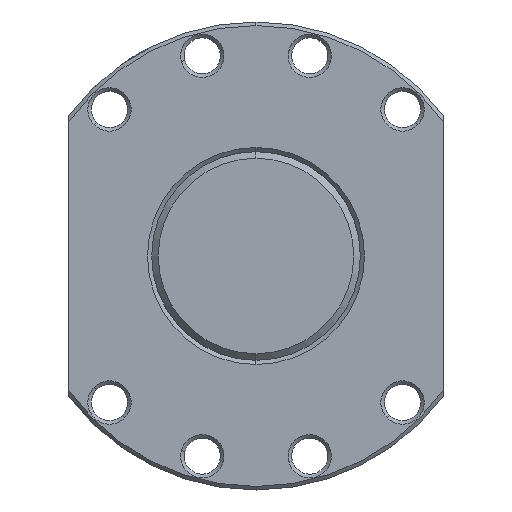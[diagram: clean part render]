
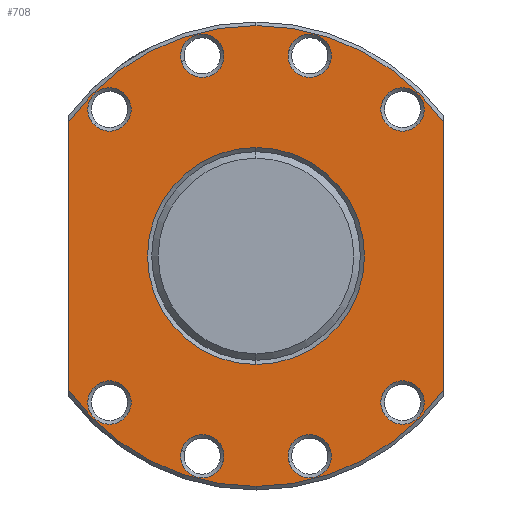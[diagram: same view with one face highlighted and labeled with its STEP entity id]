
A CAD part, left-side view. The second image highlights one B-rep face of the part: STEP entity #708.
In plain terms, the highlighted planar face has unit normal (-1, 0, 0).
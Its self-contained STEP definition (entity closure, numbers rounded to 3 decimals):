
#464=VERTEX_POINT('',#1309);
#488=VERTEX_POINT('',#1334);
#510=EDGE_CURVE('',#896,#530,#1359,.T.);
#514=EDGE_CURVE('',#632,#702,#1363,.T.);
#528=EDGE_CURVE('',#932,#488,#1379,.T.);
#530=VERTEX_POINT('',#1381);
#540=EDGE_CURVE('',#1184,#796,#1393,.T.);
#552=VERTEX_POINT('',#1407);
#622=EDGE_CURVE('',#996,#856,#1489,.T.);
#632=VERTEX_POINT('',#1499);
#636=EDGE_CURVE('',#1260,#1256,#1503,.T.);
#686=EDGE_CURVE('',#996,#530,#1566,.T.);
#702=VERTEX_POINT('',#1584);
#708=ADVANCED_FACE('',(#1591,#1592,#1593,#1594,#1595,#1596,#1597,#1598,#1599,#1600),#1601,.T.);
#718=VERTEX_POINT('',#1611);
#726=EDGE_CURVE('',#1142,#896,#1619,.T.);
#740=VERTEX_POINT('',#1635);
#746=VERTEX_POINT('',#1641);
#796=VERTEX_POINT('',#1695);
#810=EDGE_CURVE('',#488,#932,#1710,.T.);
#852=EDGE_CURVE('',#1182,#1228,#1759,.T.);
#856=VERTEX_POINT('',#1763);
#890=EDGE_CURVE('',#908,#918,#1801,.T.);
#896=VERTEX_POINT('',#1807);
#906=EDGE_CURVE('',#740,#1042,#1817,.T.);
#908=VERTEX_POINT('',#1819);
#918=VERTEX_POINT('',#1830);
#932=VERTEX_POINT('',#1845);
#966=EDGE_CURVE('',#1262,#552,#1884,.T.);
#976=EDGE_CURVE('',#1256,#1260,#1895,.T.);
#996=VERTEX_POINT('',#1918);
#1042=VERTEX_POINT('',#1971);
#1046=EDGE_CURVE('',#918,#908,#1975,.T.);
#1126=EDGE_CURVE('',#1042,#740,#2066,.T.);
#1130=EDGE_CURVE('',#1142,#746,#2070,.T.);
#1142=VERTEX_POINT('',#2083);
#1148=EDGE_CURVE('',#1228,#1182,#2089,.T.);
#1154=EDGE_CURVE('',#702,#632,#2095,.T.);
#1168=EDGE_CURVE('',#464,#718,#2111,.T.);
#1182=VERTEX_POINT('',#2128);
#1184=VERTEX_POINT('',#2130);
#1214=EDGE_CURVE('',#856,#746,#2162,.T.);
#1218=EDGE_CURVE('',#796,#1184,#2166,.T.);
#1228=VERTEX_POINT('',#2178);
#1234=EDGE_CURVE('',#718,#464,#2184,.T.);
#1238=EDGE_CURVE('',#552,#1262,#2188,.T.);
#1256=VERTEX_POINT('',#2210);
#1260=VERTEX_POINT('',#2214);
#1262=VERTEX_POINT('',#2216);
#1309=CARTESIAN_POINT('',(25.0,60.528,49.073));
#1334=CARTESIAN_POINT('',(25.0,0.0,40.56));
#1359=CIRCLE('',#2345,86.16);
#1363=CIRCLE('',#2350,8.1);
#1379=CIRCLE('',#2370,40.56);
#1381=CARTESIAN_POINT('',(25.0,-70.0,50.235));
#1393=CIRCLE('',#2387,8.1);
#1407=CARTESIAN_POINT('',(25.0,60.528,-49.073));
#1489=CIRCLE('',#2539,86.16);
#1499=CARTESIAN_POINT('',(25.0,-60.528,-49.073));
#1503=CIRCLE('',#2556,8.1);
#1566=LINE('',#2674,#2675);
#1584=CARTESIAN_POINT('',(25.0,-49.073,-60.528));
#1591=FACE_BOUND('',#2704,.T.);
#1592=FACE_OUTER_BOUND('',#2705,.T.);
#1593=FACE_BOUND('',#2706,.T.);
#1594=FACE_BOUND('',#2707,.T.);
#1595=FACE_BOUND('',#2708,.T.);
#1596=FACE_BOUND('',#2709,.T.);
#1597=FACE_BOUND('',#2710,.T.);
#1598=FACE_BOUND('',#2711,.T.);
#1599=FACE_BOUND('',#2712,.T.);
#1600=FACE_BOUND('',#2713,.T.);
#1601=PLANE('',#2714);
#1611=CARTESIAN_POINT('',(25.0,49.073,60.528));
#1619=CIRCLE('',#2739,86.16);
#1635=CARTESIAN_POINT('',(25.0,-12.234,76.956));
#1641=CARTESIAN_POINT('',(25.0,70.0,-50.235));
#1695=CARTESIAN_POINT('',(25.0,-27.882,-72.763));
#1710=CIRCLE('',#2889,40.56);
#1759=CIRCLE('',#2964,8.1);
#1763=CARTESIAN_POINT('',(25.0,0.,-86.16));
#1801=CIRCLE('',#3018,8.1);
#1807=CARTESIAN_POINT('',(25.0,0.,86.16));
#1817=CIRCLE('',#3039,8.1);
#1819=CARTESIAN_POINT('',(25.0,27.882,-72.763));
#1830=CARTESIAN_POINT('',(25.0,12.234,-76.956));
#1845=CARTESIAN_POINT('',(25.0,0.,-40.56));
#1884=CIRCLE('',#3145,8.1);
#1895=CIRCLE('',#3160,8.1);
#1918=CARTESIAN_POINT('',(25.0,-70.0,-50.235));
#1971=CARTESIAN_POINT('',(25.0,-27.882,72.763));
#1975=CIRCLE('',#3258,8.1);
#2066=CIRCLE('',#3381,8.1);
#2070=LINE('',#3388,#3389);
#2083=CARTESIAN_POINT('',(25.0,70.0,50.235));
#2089=CIRCLE('',#3415,8.1);
#2095=CIRCLE('',#3426,8.1);
#2111=CIRCLE('',#3446,8.1);
#2128=CARTESIAN_POINT('',(25.0,-49.073,60.528));
#2130=CARTESIAN_POINT('',(25.0,-12.234,-76.956));
#2162=CIRCLE('',#3513,86.16);
#2166=CIRCLE('',#3519,8.1);
#2178=CARTESIAN_POINT('',(25.0,-60.528,49.073));
#2184=CIRCLE('',#3541,8.1);
#2188=CIRCLE('',#3547,8.1);
#2210=CARTESIAN_POINT('',(25.0,27.882,72.763));
#2214=CARTESIAN_POINT('',(25.0,12.234,76.956));
#2216=CARTESIAN_POINT('',(25.0,49.073,-60.528));
#2345=AXIS2_PLACEMENT_3D('',#3661,#3662,#3663);
#2350=AXIS2_PLACEMENT_3D('',#3664,#3665,#3666);
#2370=AXIS2_PLACEMENT_3D('',#3687,#3688,#3689);
#2387=AXIS2_PLACEMENT_3D('',#3706,#3707,#3708);
#2539=AXIS2_PLACEMENT_3D('',#3860,#3861,#3862);
#2556=AXIS2_PLACEMENT_3D('',#3869,#3870,#3871);
#2674=CARTESIAN_POINT('',(25.0,-70.0,21.54));
#2675=VECTOR('',#3947,1.0);
#2704=EDGE_LOOP('',(#3975,#3976));
#2705=EDGE_LOOP('',(#3977,#3978,#3979,#3980,#3981,#3982));
#2706=EDGE_LOOP('',(#3983,#3984));
#2707=EDGE_LOOP('',(#3985,#3986));
#2708=EDGE_LOOP('',(#3987,#3988));
#2709=EDGE_LOOP('',(#3989,#3990));
#2710=EDGE_LOOP('',(#3991,#3992));
#2711=EDGE_LOOP('',(#3993,#3994));
#2712=EDGE_LOOP('',(#3995,#3996));
#2713=EDGE_LOOP('',(#3997,#3998));
#2714=AXIS2_PLACEMENT_3D('',#3999,#4000,#4001);
#2739=AXIS2_PLACEMENT_3D('',#4010,#4011,#4012);
#2889=AXIS2_PLACEMENT_3D('',#4110,#4111,#4112);
#2964=AXIS2_PLACEMENT_3D('',#4177,#4178,#4179);
#3018=AXIS2_PLACEMENT_3D('',#4225,#4226,#4227);
#3039=AXIS2_PLACEMENT_3D('',#4230,#4231,#4232);
#3145=AXIS2_PLACEMENT_3D('',#4318,#4319,#4320);
#3160=AXIS2_PLACEMENT_3D('',#4333,#4334,#4335);
#3258=AXIS2_PLACEMENT_3D('',#4447,#4448,#4449);
#3381=AXIS2_PLACEMENT_3D('',#4578,#4579,#4580);
#3388=CARTESIAN_POINT('',(25.0,70.0,21.54));
#3389=VECTOR('',#4582,1.0);
#3415=AXIS2_PLACEMENT_3D('',#4599,#4600,#4601);
#3426=AXIS2_PLACEMENT_3D('',#4604,#4605,#4606);
#3446=AXIS2_PLACEMENT_3D('',#4627,#4628,#4629);
#3513=AXIS2_PLACEMENT_3D('',#4682,#4683,#4684);
#3519=AXIS2_PLACEMENT_3D('',#4688,#4689,#4690);
#3541=AXIS2_PLACEMENT_3D('',#4711,#4712,#4713);
#3547=AXIS2_PLACEMENT_3D('',#4717,#4718,#4719);
#3661=CARTESIAN_POINT('',(25.0,0.0,0.0));
#3662=DIRECTION('',(1.0,0.0,-0.0));
#3663=DIRECTION('',(0.0,0.0,1.0));
#3664=CARTESIAN_POINT('',(25.0,-54.801,-54.801));
#3665=DIRECTION('',(1.0,0.0,0.));
#3666=DIRECTION('',(0.,-0.707,0.707));
#3687=CARTESIAN_POINT('',(25.0,0.0,0.0));
#3688=DIRECTION('',(1.0,0.0,0.));
#3689=DIRECTION('',(0.,0.0,1.0));
#3706=CARTESIAN_POINT('',(25.0,-20.058,-74.859));
#3707=DIRECTION('',(1.0,0.,0.));
#3708=DIRECTION('',(0.,-0.966,0.259));
#3860=CARTESIAN_POINT('',(25.0,0.0,0.0));
#3861=DIRECTION('',(1.0,0.0,-0.0));
#3862=DIRECTION('',(0.0,0.0,1.0));
#3869=CARTESIAN_POINT('',(25.0,20.058,74.859));
#3870=DIRECTION('',(1.0,0.,0.));
#3871=DIRECTION('',(0.,0.966,-0.259));
#3947=DIRECTION('',(0.,0.0,1.0));
#3975=ORIENTED_EDGE('',*,*,#810,.T.);
#3976=ORIENTED_EDGE('',*,*,#528,.T.);
#3977=ORIENTED_EDGE('',*,*,#1130,.T.);
#3978=ORIENTED_EDGE('',*,*,#1214,.F.);
#3979=ORIENTED_EDGE('',*,*,#622,.F.);
#3980=ORIENTED_EDGE('',*,*,#686,.T.);
#3981=ORIENTED_EDGE('',*,*,#510,.F.);
#3982=ORIENTED_EDGE('',*,*,#726,.F.);
#3983=ORIENTED_EDGE('',*,*,#514,.T.);
#3984=ORIENTED_EDGE('',*,*,#1154,.T.);
#3985=ORIENTED_EDGE('',*,*,#1218,.T.);
#3986=ORIENTED_EDGE('',*,*,#540,.T.);
#3987=ORIENTED_EDGE('',*,*,#1046,.T.);
#3988=ORIENTED_EDGE('',*,*,#890,.T.);
#3989=ORIENTED_EDGE('',*,*,#966,.T.);
#3990=ORIENTED_EDGE('',*,*,#1238,.T.);
#3991=ORIENTED_EDGE('',*,*,#1168,.T.);
#3992=ORIENTED_EDGE('',*,*,#1234,.T.);
#3993=ORIENTED_EDGE('',*,*,#976,.T.);
#3994=ORIENTED_EDGE('',*,*,#636,.T.);
#3995=ORIENTED_EDGE('',*,*,#906,.T.);
#3996=ORIENTED_EDGE('',*,*,#1126,.T.);
#3997=ORIENTED_EDGE('',*,*,#852,.T.);
#3998=ORIENTED_EDGE('',*,*,#1148,.T.);
#3999=CARTESIAN_POINT('',(25.0,0.0,43.08));
#4000=DIRECTION('',(-1.0,-0.0,0.));
#4001=DIRECTION('',(0.,0.0,-1.0));
#4010=CARTESIAN_POINT('',(25.0,0.0,0.0));
#4011=DIRECTION('',(1.0,0.0,-0.0));
#4012=DIRECTION('',(0.0,0.0,1.0));
#4110=CARTESIAN_POINT('',(25.0,0.0,0.0));
#4111=DIRECTION('',(1.0,0.0,0.));
#4112=DIRECTION('',(0.,0.0,1.0));
#4177=CARTESIAN_POINT('',(25.0,-54.801,54.801));
#4178=DIRECTION('',(1.0,0.0,0.));
#4179=DIRECTION('',(0.,0.707,0.707));
#4225=CARTESIAN_POINT('',(25.0,20.058,-74.859));
#4226=DIRECTION('',(1.0,0.,0.));
#4227=DIRECTION('',(0.,-0.966,-0.259));
#4230=CARTESIAN_POINT('',(25.0,-20.058,74.859));
#4231=DIRECTION('',(1.0,0.,0.));
#4232=DIRECTION('',(0.,0.966,0.259));
#4318=CARTESIAN_POINT('',(25.0,54.801,-54.801));
#4319=DIRECTION('',(1.0,0.0,0.));
#4320=DIRECTION('',(0.,-0.707,-0.707));
#4333=CARTESIAN_POINT('',(25.0,20.058,74.859));
#4334=DIRECTION('',(1.0,0.,0.));
#4335=DIRECTION('',(0.,0.966,-0.259));
#4447=CARTESIAN_POINT('',(25.0,20.058,-74.859));
#4448=DIRECTION('',(1.0,0.,0.));
#4449=DIRECTION('',(0.,-0.966,-0.259));
#4578=CARTESIAN_POINT('',(25.0,-20.058,74.859));
#4579=DIRECTION('',(1.0,0.,0.));
#4580=DIRECTION('',(0.,0.966,0.259));
#4582=DIRECTION('',(0.,0.0,-1.0));
#4599=CARTESIAN_POINT('',(25.0,-54.801,54.801));
#4600=DIRECTION('',(1.0,0.0,0.));
#4601=DIRECTION('',(0.,0.707,0.707));
#4604=CARTESIAN_POINT('',(25.0,-54.801,-54.801));
#4605=DIRECTION('',(1.0,0.0,0.));
#4606=DIRECTION('',(0.,-0.707,0.707));
#4627=CARTESIAN_POINT('',(25.0,54.801,54.801));
#4628=DIRECTION('',(1.0,0.0,0.));
#4629=DIRECTION('',(0.,0.707,-0.707));
#4682=CARTESIAN_POINT('',(25.0,0.0,0.0));
#4683=DIRECTION('',(1.0,0.0,-0.0));
#4684=DIRECTION('',(0.0,0.0,1.0));
#4688=CARTESIAN_POINT('',(25.0,-20.058,-74.859));
#4689=DIRECTION('',(1.0,0.,0.));
#4690=DIRECTION('',(0.,-0.966,0.259));
#4711=CARTESIAN_POINT('',(25.0,54.801,54.801));
#4712=DIRECTION('',(1.0,0.0,0.));
#4713=DIRECTION('',(0.,0.707,-0.707));
#4717=CARTESIAN_POINT('',(25.0,54.801,-54.801));
#4718=DIRECTION('',(1.0,0.0,0.));
#4719=DIRECTION('',(0.,-0.707,-0.707));
